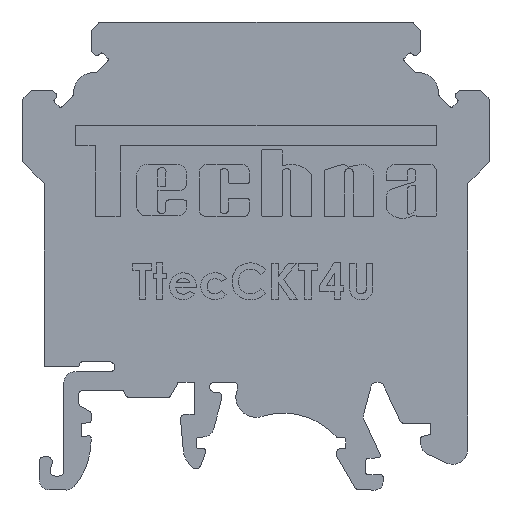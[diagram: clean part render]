
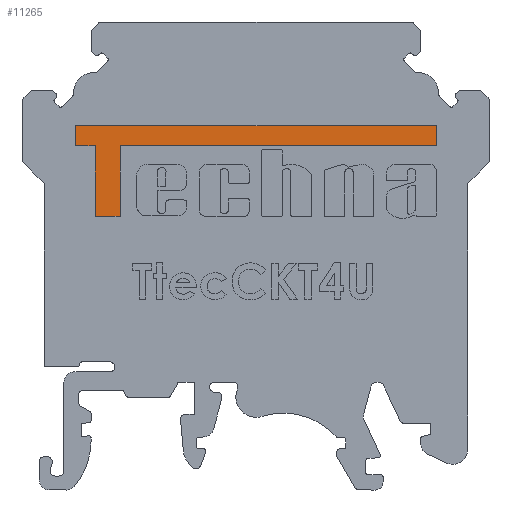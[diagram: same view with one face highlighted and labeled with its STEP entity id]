
A CAD part, front view. The second image highlights one B-rep face of the part: STEP entity #11265.
In plain terms, the highlighted planar face has unit normal (0, -1, 0).
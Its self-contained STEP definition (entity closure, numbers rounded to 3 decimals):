
#418 = CARTESIAN_POINT ( 'NONE',  ( -33.292, 0.1, 27.529 ) ) ;
#1192 = ORIENTED_EDGE ( 'NONE', *, *, #14425, .T. ) ;
#1324 = CARTESIAN_POINT ( 'NONE',  ( -35.233, 0.1, 27.529 ) ) ;
#1359 = VECTOR ( 'NONE', #25017, 1000. ) ;
#1742 = DIRECTION ( 'NONE',  ( 0., 0., -1. ) ) ;
#2292 = LINE ( 'NONE', #22413, #13911 ) ;
#2305 = VECTOR ( 'NONE', #29255, 1000. ) ;
#2362 = LINE ( 'NONE', #30609, #1359 ) ;
#2622 = VECTOR ( 'NONE', #23860, 1000. ) ;
#3367 = DIRECTION ( 'NONE',  ( 0., 0., 1. ) ) ;
#4119 = CARTESIAN_POINT ( 'NONE',  ( -30.817, 0.1, 27.529 ) ) ;
#4203 = EDGE_CURVE ( 'NONE', #29428, #21952, #28513, .T. ) ;
#4754 = ORIENTED_EDGE ( 'NONE', *, *, #18337, .T. ) ;
#5903 = ORIENTED_EDGE ( 'NONE', *, *, #4203, .T. ) ;
#6626 = CARTESIAN_POINT ( 'NONE',  ( 0.533, 0.1, 27.529 ) ) ;
#7734 = FACE_OUTER_BOUND ( 'NONE', #9543, .T. ) ;
#9543 = EDGE_LOOP ( 'NONE', ( #10734, #4754, #30543, #15359, #14610, #25082, #1192, #5903 ) ) ;
#9905 = CARTESIAN_POINT ( 'NONE',  ( 0., 0.1, 0. ) ) ;
#9979 = VECTOR ( 'NONE', #1742, 1000. ) ;
#10734 = ORIENTED_EDGE ( 'NONE', *, *, #26176, .T. ) ;
#10775 = LINE ( 'NONE', #418, #2305 ) ;
#11090 = VECTOR ( 'NONE', #17958, 1000. ) ;
#11265 = ADVANCED_FACE ( 'NONE', ( #7734 ), #25555, .F. ) ;
#11922 = DIRECTION ( 'NONE',  ( 0., 0., 1. ) ) ;
#12262 = CARTESIAN_POINT ( 'NONE',  ( -33.292, 0.1, 20.527 ) ) ;
#12532 = VECTOR ( 'NONE', #3367, 1000. ) ;
#13417 = LINE ( 'NONE', #21137, #12532 ) ;
#13911 = VECTOR ( 'NONE', #32856, 1000. ) ;
#13998 = LINE ( 'NONE', #4119, #23486 ) ;
#14425 = EDGE_CURVE ( 'NONE', #30736, #29428, #13417, .T. ) ;
#14610 = ORIENTED_EDGE ( 'NONE', *, *, #24676, .T. ) ;
#15138 = LINE ( 'NONE', #12262, #9979 ) ;
#15359 = ORIENTED_EDGE ( 'NONE', *, *, #28877, .T. ) ;
#17958 = DIRECTION ( 'NONE',  ( -1., 0., 0. ) ) ;
#18214 = LINE ( 'NONE', #30988, #2622 ) ;
#18337 = EDGE_CURVE ( 'NONE', #26340, #32813, #10775, .T. ) ;
#19264 = CARTESIAN_POINT ( 'NONE',  ( -33.292, 0.1, 20.527 ) ) ;
#20020 = DIRECTION ( 'NONE',  ( 0., 1., 0. ) ) ;
#20202 = CARTESIAN_POINT ( 'NONE',  ( -30.817, 0.1, 20.527 ) ) ;
#21059 = VERTEX_POINT ( 'NONE', #19264 ) ;
#21137 = CARTESIAN_POINT ( 'NONE',  ( 0.533, 0.1, 29.521 ) ) ;
#21952 = VERTEX_POINT ( 'NONE', #24160 ) ;
#22413 = CARTESIAN_POINT ( 'NONE',  ( -30.817, 0.1, 20.527 ) ) ;
#22616 = CARTESIAN_POINT ( 'NONE',  ( 0.533, 0.1, 29.521 ) ) ;
#23486 = VECTOR ( 'NONE', #11922, 1000. ) ;
#23860 = DIRECTION ( 'NONE',  ( 1., 0., 0. ) ) ;
#24160 = CARTESIAN_POINT ( 'NONE',  ( -35.233, 0.1, 29.521 ) ) ;
#24676 = EDGE_CURVE ( 'NONE', #32936, #27861, #13998, .T. ) ;
#24908 = EDGE_CURVE ( 'NONE', #27861, #30736, #18214, .T. ) ;
#25017 = DIRECTION ( 'NONE',  ( 0., 0., -1. ) ) ;
#25082 = ORIENTED_EDGE ( 'NONE', *, *, #24908, .T. ) ;
#25310 = CARTESIAN_POINT ( 'NONE',  ( -33.292, 0.1, 27.529 ) ) ;
#25555 = PLANE ( 'NONE',  #32551 ) ;
#26176 = EDGE_CURVE ( 'NONE', #21952, #26340, #2362, .T. ) ;
#26340 = VERTEX_POINT ( 'NONE', #1324 ) ;
#27099 = EDGE_CURVE ( 'NONE', #32813, #21059, #15138, .T. ) ;
#27861 = VERTEX_POINT ( 'NONE', #30798 ) ;
#27865 = CARTESIAN_POINT ( 'NONE',  ( -35.233, 0.1, 29.521 ) ) ;
#28513 = LINE ( 'NONE', #27865, #11090 ) ;
#28877 = EDGE_CURVE ( 'NONE', #21059, #32936, #2292, .T. ) ;
#29255 = DIRECTION ( 'NONE',  ( 1., 0., 0. ) ) ;
#29428 = VERTEX_POINT ( 'NONE', #22616 ) ;
#30543 = ORIENTED_EDGE ( 'NONE', *, *, #27099, .T. ) ;
#30609 = CARTESIAN_POINT ( 'NONE',  ( -35.233, 0.1, 27.529 ) ) ;
#30736 = VERTEX_POINT ( 'NONE', #6626 ) ;
#30798 = CARTESIAN_POINT ( 'NONE',  ( -30.817, 0.1, 27.529 ) ) ;
#30988 = CARTESIAN_POINT ( 'NONE',  ( 0.533, 0.1, 27.529 ) ) ;
#32551 = AXIS2_PLACEMENT_3D ( 'NONE', #9905, #20020, #32807 ) ;
#32807 = DIRECTION ( 'NONE',  ( 0., 0., 1. ) ) ;
#32813 = VERTEX_POINT ( 'NONE', #25310 ) ;
#32856 = DIRECTION ( 'NONE',  ( 1., 0., 0. ) ) ;
#32936 = VERTEX_POINT ( 'NONE', #20202 ) ;
